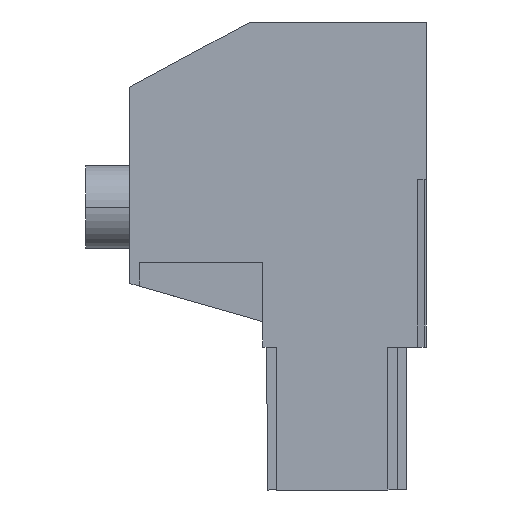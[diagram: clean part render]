
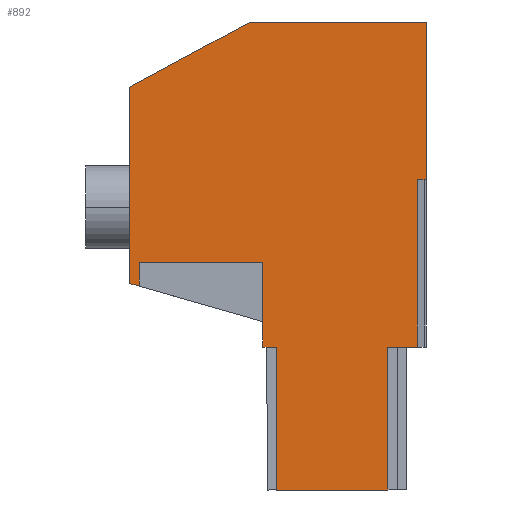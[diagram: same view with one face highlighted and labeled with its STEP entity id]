
A CAD part, left-side view. The second image highlights one B-rep face of the part: STEP entity #892.
In plain terms, the highlighted planar face has unit normal (-1, 0, 0).
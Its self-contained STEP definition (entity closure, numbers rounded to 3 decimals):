
#793=AXIS2_PLACEMENT_3D('Plane Axis2P3D',#790,#791,#792) ;
#91=CARTESIAN_POINT('Vertex',(0.,0.915,14.6)) ;
#94=CARTESIAN_POINT('Line Origine',(0.,2.419,14.6)) ;
#98=CARTESIAN_POINT('Vertex',(0.,3.923,14.6)) ;
#485=CARTESIAN_POINT('Vertex',(0.,0.,47.8)) ;
#488=CARTESIAN_POINT('Line Origine',(0.,0.,39.75)) ;
#492=CARTESIAN_POINT('Vertex',(0.,0.,31.7)) ;
#775=CARTESIAN_POINT('Vertex',(0.,0.915,31.7)) ;
#778=CARTESIAN_POINT('Line Origine',(0.,0.915,23.15)) ;
#790=CARTESIAN_POINT('Axis2P3D Location',(0.,2.,14.6)) ;
#795=CARTESIAN_POINT('Line Origine',(0.,9.6,0.)) ;
#799=CARTESIAN_POINT('Vertex',(0.,3.923,0.)) ;
#801=CARTESIAN_POINT('Vertex',(0.,15.277,0.)) ;
#804=CARTESIAN_POINT('Line Origine',(0.,3.923,7.3)) ;
#809=CARTESIAN_POINT('Line Origine',(0.,0.458,31.7)) ;
#814=CARTESIAN_POINT('Line Origine',(0.,9.,47.8)) ;
#818=CARTESIAN_POINT('Vertex',(0.,18.,47.8)) ;
#821=CARTESIAN_POINT('Line Origine',(0.,24.15,44.475)) ;
#825=CARTESIAN_POINT('Vertex',(0.,30.3,41.15)) ;
#828=CARTESIAN_POINT('Line Origine',(0.,30.3,31.125)) ;
#832=CARTESIAN_POINT('Vertex',(0.,30.3,21.1)) ;
#835=CARTESIAN_POINT('Line Origine',(0.,29.8,20.957)) ;
#839=CARTESIAN_POINT('Vertex',(0.,29.3,20.813)) ;
#842=CARTESIAN_POINT('Line Origine',(0.,29.3,22.032)) ;
#846=CARTESIAN_POINT('Vertex',(0.,29.3,23.25)) ;
#849=CARTESIAN_POINT('Line Origine',(0.,23.,23.25)) ;
#853=CARTESIAN_POINT('Vertex',(0.,16.7,23.25)) ;
#856=CARTESIAN_POINT('Line Origine',(0.,16.7,18.925)) ;
#860=CARTESIAN_POINT('Vertex',(0.,16.7,14.6)) ;
#863=CARTESIAN_POINT('Line Origine',(0.,15.989,14.6)) ;
#867=CARTESIAN_POINT('Vertex',(0.,15.277,14.6)) ;
#870=CARTESIAN_POINT('Line Origine',(0.,15.277,7.3)) ;
#95=DIRECTION('Vector Direction',(0.,1.,0.)) ;
#489=DIRECTION('Vector Direction',(0.,0.,-1.)) ;
#779=DIRECTION('Vector Direction',(0.,0.,1.)) ;
#791=DIRECTION('Axis2P3D Direction',(-1.,0.,0.)) ;
#792=DIRECTION('Axis2P3D XDirection',(0.,1.,0.)) ;
#796=DIRECTION('Vector Direction',(0.,1.,0.)) ;
#805=DIRECTION('Vector Direction',(0.,0.,-1.)) ;
#810=DIRECTION('Vector Direction',(0.,1.,0.)) ;
#815=DIRECTION('Vector Direction',(0.,-1.,0.)) ;
#822=DIRECTION('Vector Direction',(0.,-0.88,0.476)) ;
#829=DIRECTION('Vector Direction',(0.,0.,1.)) ;
#836=DIRECTION('Vector Direction',(0.,0.961,0.276)) ;
#843=DIRECTION('Vector Direction',(0.,0.,-1.)) ;
#850=DIRECTION('Vector Direction',(0.,-1.,0.)) ;
#857=DIRECTION('Vector Direction',(0.,0.,-1.)) ;
#864=DIRECTION('Vector Direction',(0.,1.,0.)) ;
#871=DIRECTION('Vector Direction',(0.,0.,-1.)) ;
#96=VECTOR('Line Direction',#95,1.) ;
#490=VECTOR('Line Direction',#489,1.) ;
#780=VECTOR('Line Direction',#779,1.) ;
#797=VECTOR('Line Direction',#796,1.) ;
#806=VECTOR('Line Direction',#805,1.) ;
#811=VECTOR('Line Direction',#810,1.) ;
#816=VECTOR('Line Direction',#815,1.) ;
#823=VECTOR('Line Direction',#822,1.) ;
#830=VECTOR('Line Direction',#829,1.) ;
#837=VECTOR('Line Direction',#836,1.) ;
#844=VECTOR('Line Direction',#843,1.) ;
#851=VECTOR('Line Direction',#850,1.) ;
#858=VECTOR('Line Direction',#857,1.) ;
#865=VECTOR('Line Direction',#864,1.) ;
#872=VECTOR('Line Direction',#871,1.) ;
#876=ORIENTED_EDGE('',*,*,#803,.F.) ;
#877=ORIENTED_EDGE('',*,*,#808,.F.) ;
#878=ORIENTED_EDGE('',*,*,#100,.F.) ;
#879=ORIENTED_EDGE('',*,*,#782,.T.) ;
#880=ORIENTED_EDGE('',*,*,#813,.F.) ;
#881=ORIENTED_EDGE('',*,*,#494,.F.) ;
#882=ORIENTED_EDGE('',*,*,#820,.F.) ;
#883=ORIENTED_EDGE('',*,*,#827,.F.) ;
#884=ORIENTED_EDGE('',*,*,#834,.F.) ;
#885=ORIENTED_EDGE('',*,*,#841,.F.) ;
#886=ORIENTED_EDGE('',*,*,#848,.F.) ;
#887=ORIENTED_EDGE('',*,*,#855,.F.) ;
#888=ORIENTED_EDGE('',*,*,#862,.T.) ;
#889=ORIENTED_EDGE('',*,*,#869,.F.) ;
#890=ORIENTED_EDGE('',*,*,#874,.T.) ;
#892=ADVANCED_FACE('HOUSING',(#891),#794,.T.) ;
#100=EDGE_CURVE('',#92,#99,#97,.T.) ;
#494=EDGE_CURVE('',#486,#493,#491,.T.) ;
#782=EDGE_CURVE('',#92,#776,#781,.T.) ;
#803=EDGE_CURVE('',#800,#802,#798,.T.) ;
#808=EDGE_CURVE('',#99,#800,#807,.T.) ;
#813=EDGE_CURVE('',#493,#776,#812,.T.) ;
#820=EDGE_CURVE('',#819,#486,#817,.T.) ;
#827=EDGE_CURVE('',#826,#819,#824,.T.) ;
#834=EDGE_CURVE('',#833,#826,#831,.T.) ;
#841=EDGE_CURVE('',#840,#833,#838,.T.) ;
#848=EDGE_CURVE('',#847,#840,#845,.T.) ;
#855=EDGE_CURVE('',#854,#847,#852,.F.) ;
#862=EDGE_CURVE('',#854,#861,#859,.T.) ;
#869=EDGE_CURVE('',#868,#861,#866,.T.) ;
#874=EDGE_CURVE('',#868,#802,#873,.T.) ;
#875=EDGE_LOOP('',(#876,#877,#878,#879,#880,#881,#882,#883,#884,#885,#886,#887,#888,#889,#890)) ;
#891=FACE_OUTER_BOUND('',#875,.T.) ;
#97=LINE('Line',#94,#96) ;
#491=LINE('Line',#488,#490) ;
#781=LINE('Line',#778,#780) ;
#798=LINE('Line',#795,#797) ;
#807=LINE('Line',#804,#806) ;
#812=LINE('Line',#809,#811) ;
#817=LINE('Line',#814,#816) ;
#824=LINE('Line',#821,#823) ;
#831=LINE('Line',#828,#830) ;
#838=LINE('Line',#835,#837) ;
#845=LINE('Line',#842,#844) ;
#852=LINE('Line',#849,#851) ;
#859=LINE('Line',#856,#858) ;
#866=LINE('Line',#863,#865) ;
#873=LINE('Line',#870,#872) ;
#794=PLANE('',#793) ;
#92=VERTEX_POINT('',#91) ;
#99=VERTEX_POINT('',#98) ;
#486=VERTEX_POINT('',#485) ;
#493=VERTEX_POINT('',#492) ;
#776=VERTEX_POINT('',#775) ;
#800=VERTEX_POINT('',#799) ;
#802=VERTEX_POINT('',#801) ;
#819=VERTEX_POINT('',#818) ;
#826=VERTEX_POINT('',#825) ;
#833=VERTEX_POINT('',#832) ;
#840=VERTEX_POINT('',#839) ;
#847=VERTEX_POINT('',#846) ;
#854=VERTEX_POINT('',#853) ;
#861=VERTEX_POINT('',#860) ;
#868=VERTEX_POINT('',#867) ;
